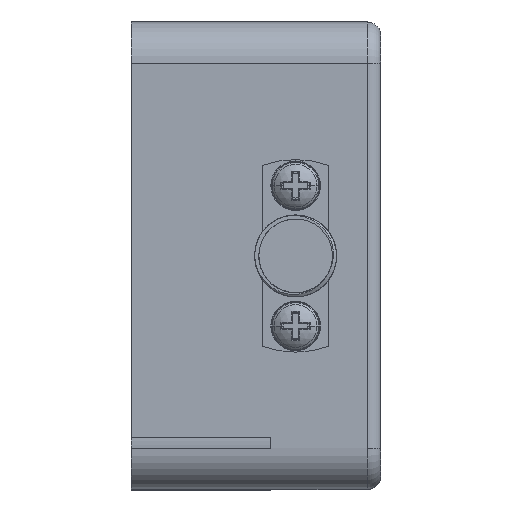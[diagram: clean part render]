
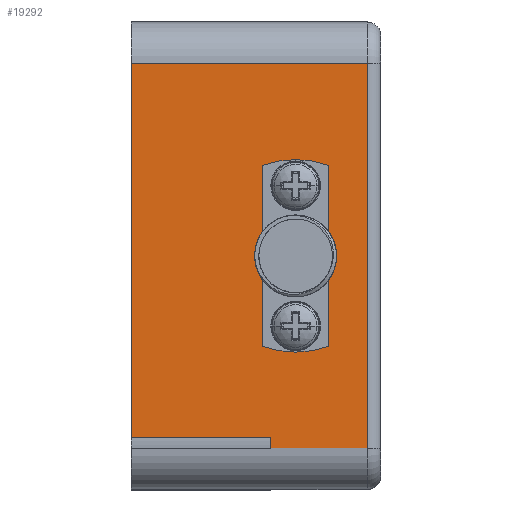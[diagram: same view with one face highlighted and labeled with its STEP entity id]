
A CAD part, left-side view. The second image highlights one B-rep face of the part: STEP entity #19292.
In plain terms, the highlighted planar face has unit normal (-1, 0, 0).
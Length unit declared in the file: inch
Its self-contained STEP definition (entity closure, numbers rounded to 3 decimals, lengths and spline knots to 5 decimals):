
#23 = DIRECTION ( 'NONE',  ( -1., 0., 0. ) ) ;
#418 = VERTEX_POINT ( 'NONE', #11350 ) ;
#457 = VECTOR ( 'NONE', #7359, 39.37008 ) ;
#630 = EDGE_LOOP ( 'NONE', ( #14787, #4975 ) ) ;
#1185 = DIRECTION ( 'NONE',  ( 0., -1., 0. ) ) ;
#1231 = CARTESIAN_POINT ( 'NONE',  ( -3.64961, -0.11811, -0.66929 ) ) ;
#1398 = EDGE_CURVE ( 'NONE', #16236, #11581, #2752, .T. ) ;
#1409 = FACE_BOUND ( 'NONE', #630, .T. ) ;
#1511 = DIRECTION ( 'NONE',  ( 0., 1., 0. ) ) ;
#1635 = VERTEX_POINT ( 'NONE', #14663 ) ;
#1771 = EDGE_CURVE ( 'NONE', #1635, #8545, #4534, .T. ) ;
#1984 = DIRECTION ( 'NONE',  ( 1., 0., 0. ) ) ;
#2752 = CIRCLE ( 'NONE', #12782, 0.05906 ) ;
#3137 = CARTESIAN_POINT ( 'NONE',  ( -3.64961, -0.07874, 0.55118 ) ) ;
#3227 = DIRECTION ( 'NONE',  ( 0., 0., -1. ) ) ;
#3563 = ORIENTED_EDGE ( 'NONE', *, *, #1771, .T. ) ;
#4193 = CARTESIAN_POINT ( 'NONE',  ( -3.64961, 0.19685, -0.55118 ) ) ;
#4534 = LINE ( 'NONE', #7564, #9140 ) ;
#4975 = ORIENTED_EDGE ( 'NONE', *, *, #1398, .T. ) ;
#5665 = FACE_OUTER_BOUND ( 'NONE', #16684, .T. ) ;
#6255 = ORIENTED_EDGE ( 'NONE', *, *, #8838, .F. ) ;
#6429 = VECTOR ( 'NONE', #13829, 39.37008 ) ;
#6470 = EDGE_CURVE ( 'NONE', #8545, #15245, #15393, .T. ) ;
#6612 = ORIENTED_EDGE ( 'NONE', *, *, #16489, .F. ) ;
#6698 = AXIS2_PLACEMENT_3D ( 'NONE', #1231, #23, #13264 ) ;
#7015 = ORIENTED_EDGE ( 'NONE', *, *, #10506, .F. ) ;
#7359 = DIRECTION ( 'NONE',  ( 0., 0., 1. ) ) ;
#7431 = CARTESIAN_POINT ( 'NONE',  ( -3.64961, 0.12598, -0.05906 ) ) ;
#7439 = PLANE ( 'NONE',  #6698 ) ;
#7564 = CARTESIAN_POINT ( 'NONE',  ( -3.64961, 0.19685, -0.66929 ) ) ;
#8545 = VERTEX_POINT ( 'NONE', #4193 ) ;
#8794 = CARTESIAN_POINT ( 'NONE',  ( -3.64961, 0.12598, 0. ) ) ;
#8838 = EDGE_CURVE ( 'NONE', #1635, #15087, #8959, .T. ) ;
#8959 = LINE ( 'NONE', #14939, #15018 ) ;
#9127 = CARTESIAN_POINT ( 'NONE',  ( -3.64961, 0.4, -0.55118 ) ) ;
#9140 = VECTOR ( 'NONE', #10554, 39.37008 ) ;
#9437 = CARTESIAN_POINT ( 'NONE',  ( -3.64961, 0.59685, -0.5196 ) ) ;
#9791 = ORIENTED_EDGE ( 'NONE', *, *, #6470, .T. ) ;
#10506 = EDGE_CURVE ( 'NONE', #418, #12052, #14587, .T. ) ;
#10554 = DIRECTION ( 'NONE',  ( 0., 0., -1. ) ) ;
#11350 = CARTESIAN_POINT ( 'NONE',  ( -3.64961, 0.59685, 0.55118 ) ) ;
#11581 = VERTEX_POINT ( 'NONE', #17921 ) ;
#11937 = EDGE_CURVE ( 'NONE', #11581, #16236, #16425, .T. ) ;
#12052 = VERTEX_POINT ( 'NONE', #13127 ) ;
#12782 = AXIS2_PLACEMENT_3D ( 'NONE', #8794, #15946, #14488 ) ;
#13127 = CARTESIAN_POINT ( 'NONE',  ( -3.64961, -0.07874, 0.55118 ) ) ;
#13169 = VECTOR ( 'NONE', #3227, 39.37008 ) ;
#13264 = DIRECTION ( 'NONE',  ( 0., 0., 1. ) ) ;
#13369 = EDGE_CURVE ( 'NONE', #15087, #418, #16311, .T. ) ;
#13829 = DIRECTION ( 'NONE',  ( 0., -1., 0. ) ) ;
#14488 = DIRECTION ( 'NONE',  ( 0., 0., -1. ) ) ;
#14587 = LINE ( 'NONE', #15850, #18425 ) ;
#14663 = CARTESIAN_POINT ( 'NONE',  ( -3.64961, 0.19685, -0.5196 ) ) ;
#14787 = ORIENTED_EDGE ( 'NONE', *, *, #11937, .T. ) ;
#14939 = CARTESIAN_POINT ( 'NONE',  ( -3.64961, 0.19685, -0.5196 ) ) ;
#15018 = VECTOR ( 'NONE', #1511, 39.37008 ) ;
#15087 = VERTEX_POINT ( 'NONE', #9437 ) ;
#15245 = VERTEX_POINT ( 'NONE', #17775 ) ;
#15393 = LINE ( 'NONE', #9127, #6429 ) ;
#15782 = ORIENTED_EDGE ( 'NONE', *, *, #13369, .F. ) ;
#15850 = CARTESIAN_POINT ( 'NONE',  ( -3.64961, 0.4, 0.55118 ) ) ;
#15946 = DIRECTION ( 'NONE',  ( 1., 0., 0. ) ) ;
#16236 = VERTEX_POINT ( 'NONE', #7431 ) ;
#16311 = LINE ( 'NONE', #18000, #457 ) ;
#16425 = CIRCLE ( 'NONE', #18018, 0.05906 ) ;
#16489 = EDGE_CURVE ( 'NONE', #12052, #15245, #18177, .T. ) ;
#16684 = EDGE_LOOP ( 'NONE', ( #6255, #3563, #9791, #6612, #7015, #15782 ) ) ;
#17775 = CARTESIAN_POINT ( 'NONE',  ( -3.64961, -0.07874, -0.55118 ) ) ;
#17844 = CARTESIAN_POINT ( 'NONE',  ( -3.64961, 0.12598, 0. ) ) ;
#17921 = CARTESIAN_POINT ( 'NONE',  ( -3.64961, 0.12598, 0.05906 ) ) ;
#18000 = CARTESIAN_POINT ( 'NONE',  ( -3.64961, 0.59685, -0.55118 ) ) ;
#18018 = AXIS2_PLACEMENT_3D ( 'NONE', #17844, #1984, #19236 ) ;
#18177 = LINE ( 'NONE', #3137, #13169 ) ;
#18425 = VECTOR ( 'NONE', #1185, 39.37008 ) ;
#19236 = DIRECTION ( 'NONE',  ( 0., 0., 1. ) ) ;
#19292 = ADVANCED_FACE ( 'NONE', ( #5665, #1409 ), #7439, .T. ) ;
